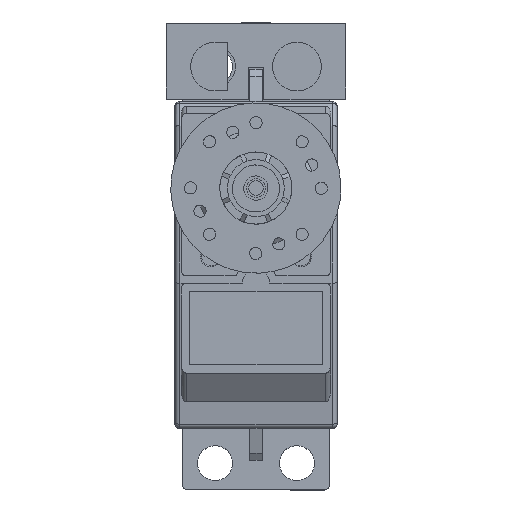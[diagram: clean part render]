
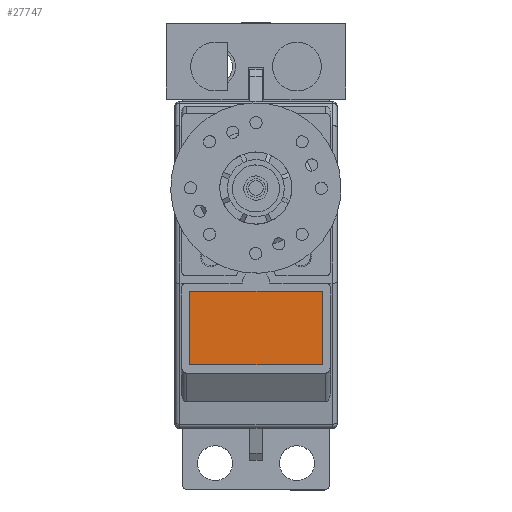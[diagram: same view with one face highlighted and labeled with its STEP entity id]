
A CAD part, top view. The second image highlights one B-rep face of the part: STEP entity #27747.
In plain terms, the highlighted planar face has unit normal (0, 0, 1).
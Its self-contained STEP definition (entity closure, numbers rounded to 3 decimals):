
#23200 = PLANE('',#23201);
#23201 = AXIS2_PLACEMENT_3D('',#23202,#23203,#23204);
#23202 = CARTESIAN_POINT('',(-12.35,-8.2,36.));
#23203 = DIRECTION('',(1.,0.,0.));
#23204 = DIRECTION('',(0.,1.,0.));
#23228 = PLANE('',#23229);
#23229 = AXIS2_PLACEMENT_3D('',#23230,#23231,#23232);
#23230 = CARTESIAN_POINT('',(-12.35,8.2,36.));
#23231 = DIRECTION('',(0.,-1.,0.));
#23232 = DIRECTION('',(1.,0.,0.));
#23256 = PLANE('',#23257);
#23257 = AXIS2_PLACEMENT_3D('',#23258,#23259,#23260);
#23258 = CARTESIAN_POINT('',(-3.25,8.2,36.));
#23259 = DIRECTION('',(-1.,0.,0.));
#23260 = DIRECTION('',(0.,-1.,0.));
#23282 = PLANE('',#23283);
#23283 = AXIS2_PLACEMENT_3D('',#23284,#23285,#23286);
#23284 = CARTESIAN_POINT('',(-3.25,-8.2,36.));
#23285 = DIRECTION('',(0.,1.,0.));
#23286 = DIRECTION('',(-1.,0.,0.));
#24995 = VERTEX_POINT('',#24996);
#24996 = CARTESIAN_POINT('',(-12.35,-8.2,35.9));
#25017 = EDGE_CURVE('',#24995,#25018,#25020,.T.);
#25018 = VERTEX_POINT('',#25019);
#25019 = CARTESIAN_POINT('',(-12.35,8.2,35.9));
#25020 = SURFACE_CURVE('',#25021,(#25025,#25032),.PCURVE_S1.);
#25021 = LINE('',#25022,#25023);
#25022 = CARTESIAN_POINT('',(-12.35,-8.2,35.9));
#25023 = VECTOR('',#25024,1.);
#25024 = DIRECTION('',(0.,1.,0.));
#25025 = PCURVE('',#23200,#25026);
#25026 = DEFINITIONAL_REPRESENTATION('',(#25027),#25031);
#25027 = LINE('',#25028,#25029);
#25028 = CARTESIAN_POINT('',(0.,-0.1));
#25029 = VECTOR('',#25030,1.);
#25030 = DIRECTION('',(1.,0.));
#25031 = ( GEOMETRIC_REPRESENTATION_CONTEXT(2) 
PARAMETRIC_REPRESENTATION_CONTEXT() REPRESENTATION_CONTEXT('2D SPACE',''
  ) );
#25032 = PCURVE('',#25033,#25038);
#25033 = PLANE('',#25034);
#25034 = AXIS2_PLACEMENT_3D('',#25035,#25036,#25037);
#25035 = CARTESIAN_POINT('',(-7.8,0.,35.9));
#25036 = DIRECTION('',(0.,0.,-1.));
#25037 = DIRECTION('',(0.,-1.,0.));
#25038 = DEFINITIONAL_REPRESENTATION('',(#25039),#25043);
#25039 = LINE('',#25040,#25041);
#25040 = CARTESIAN_POINT('',(8.2,4.55));
#25041 = VECTOR('',#25042,1.);
#25042 = DIRECTION('',(-1.,0.));
#25043 = ( GEOMETRIC_REPRESENTATION_CONTEXT(2) 
PARAMETRIC_REPRESENTATION_CONTEXT() REPRESENTATION_CONTEXT('2D SPACE',''
  ) );
#25071 = VERTEX_POINT('',#25072);
#25072 = CARTESIAN_POINT('',(-3.25,-8.2,35.9));
#25093 = EDGE_CURVE('',#25071,#24995,#25094,.T.);
#25094 = SURFACE_CURVE('',#25095,(#25099,#25106),.PCURVE_S1.);
#25095 = LINE('',#25096,#25097);
#25096 = CARTESIAN_POINT('',(-3.25,-8.2,35.9));
#25097 = VECTOR('',#25098,1.);
#25098 = DIRECTION('',(-1.,0.,0.));
#25099 = PCURVE('',#23282,#25100);
#25100 = DEFINITIONAL_REPRESENTATION('',(#25101),#25105);
#25101 = LINE('',#25102,#25103);
#25102 = CARTESIAN_POINT('',(0.,-0.1));
#25103 = VECTOR('',#25104,1.);
#25104 = DIRECTION('',(1.,0.));
#25105 = ( GEOMETRIC_REPRESENTATION_CONTEXT(2) 
PARAMETRIC_REPRESENTATION_CONTEXT() REPRESENTATION_CONTEXT('2D SPACE',''
  ) );
#25106 = PCURVE('',#25033,#25107);
#25107 = DEFINITIONAL_REPRESENTATION('',(#25108),#25112);
#25108 = LINE('',#25109,#25110);
#25109 = CARTESIAN_POINT('',(8.2,-4.55));
#25110 = VECTOR('',#25111,1.);
#25111 = DIRECTION('',(0.,1.));
#25112 = ( GEOMETRIC_REPRESENTATION_CONTEXT(2) 
PARAMETRIC_REPRESENTATION_CONTEXT() REPRESENTATION_CONTEXT('2D SPACE',''
  ) );
#25120 = VERTEX_POINT('',#25121);
#25121 = CARTESIAN_POINT('',(-3.25,8.2,35.9));
#25142 = EDGE_CURVE('',#25120,#25071,#25143,.T.);
#25143 = SURFACE_CURVE('',#25144,(#25148,#25155),.PCURVE_S1.);
#25144 = LINE('',#25145,#25146);
#25145 = CARTESIAN_POINT('',(-3.25,8.2,35.9));
#25146 = VECTOR('',#25147,1.);
#25147 = DIRECTION('',(0.,-1.,0.));
#25148 = PCURVE('',#23256,#25149);
#25149 = DEFINITIONAL_REPRESENTATION('',(#25150),#25154);
#25150 = LINE('',#25151,#25152);
#25151 = CARTESIAN_POINT('',(0.,-0.1));
#25152 = VECTOR('',#25153,1.);
#25153 = DIRECTION('',(1.,0.));
#25154 = ( GEOMETRIC_REPRESENTATION_CONTEXT(2) 
PARAMETRIC_REPRESENTATION_CONTEXT() REPRESENTATION_CONTEXT('2D SPACE',''
  ) );
#25155 = PCURVE('',#25033,#25156);
#25156 = DEFINITIONAL_REPRESENTATION('',(#25157),#25161);
#25157 = LINE('',#25158,#25159);
#25158 = CARTESIAN_POINT('',(-8.2,-4.55));
#25159 = VECTOR('',#25160,1.);
#25160 = DIRECTION('',(1.,0.));
#25161 = ( GEOMETRIC_REPRESENTATION_CONTEXT(2) 
PARAMETRIC_REPRESENTATION_CONTEXT() REPRESENTATION_CONTEXT('2D SPACE',''
  ) );
#25169 = EDGE_CURVE('',#25018,#25120,#25170,.T.);
#25170 = SURFACE_CURVE('',#25171,(#25175,#25182),.PCURVE_S1.);
#25171 = LINE('',#25172,#25173);
#25172 = CARTESIAN_POINT('',(-12.35,8.2,35.9));
#25173 = VECTOR('',#25174,1.);
#25174 = DIRECTION('',(1.,0.,0.));
#25175 = PCURVE('',#23228,#25176);
#25176 = DEFINITIONAL_REPRESENTATION('',(#25177),#25181);
#25177 = LINE('',#25178,#25179);
#25178 = CARTESIAN_POINT('',(0.,-0.1));
#25179 = VECTOR('',#25180,1.);
#25180 = DIRECTION('',(1.,0.));
#25181 = ( GEOMETRIC_REPRESENTATION_CONTEXT(2) 
PARAMETRIC_REPRESENTATION_CONTEXT() REPRESENTATION_CONTEXT('2D SPACE',''
  ) );
#25182 = PCURVE('',#25033,#25183);
#25183 = DEFINITIONAL_REPRESENTATION('',(#25184),#25188);
#25184 = LINE('',#25185,#25186);
#25185 = CARTESIAN_POINT('',(-8.2,4.55));
#25186 = VECTOR('',#25187,1.);
#25187 = DIRECTION('',(0.,-1.));
#25188 = ( GEOMETRIC_REPRESENTATION_CONTEXT(2) 
PARAMETRIC_REPRESENTATION_CONTEXT() REPRESENTATION_CONTEXT('2D SPACE',''
  ) );
#27747 = ADVANCED_FACE('',(#27748),#25033,.F.);
#27748 = FACE_BOUND('',#27749,.F.);
#27749 = EDGE_LOOP('',(#27750,#27751,#27752,#27753));
#27750 = ORIENTED_EDGE('',*,*,#25169,.T.);
#27751 = ORIENTED_EDGE('',*,*,#25142,.T.);
#27752 = ORIENTED_EDGE('',*,*,#25093,.T.);
#27753 = ORIENTED_EDGE('',*,*,#25017,.T.);
